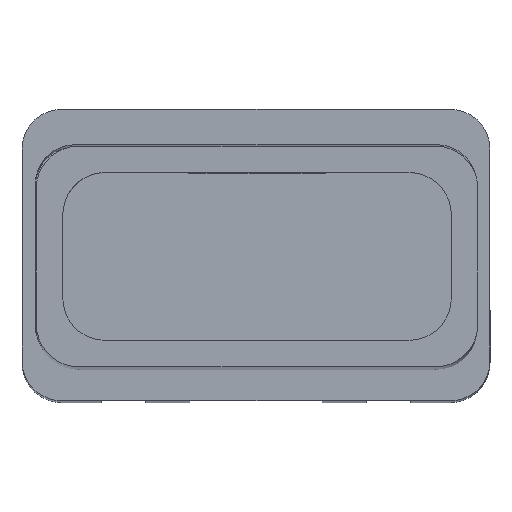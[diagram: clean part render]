
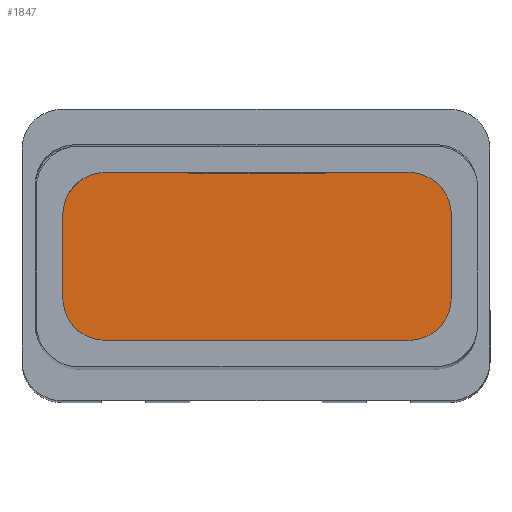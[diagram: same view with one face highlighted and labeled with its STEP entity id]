
A CAD part, top view. The second image highlights one B-rep face of the part: STEP entity #1847.
In plain terms, the highlighted planar face has unit normal (0, 0, 1).
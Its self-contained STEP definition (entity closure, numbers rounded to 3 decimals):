
#58=PLANE('',#2064);
#141=FACE_OUTER_BOUND('',#245,.T.);
#245=EDGE_LOOP('',(#1394,#1395,#1396,#1397,#1398,#1399,#1400,#1401));
#350=LINE('',#2828,#563);
#354=LINE('',#2840,#567);
#358=LINE('',#2852,#571);
#362=LINE('',#2863,#575);
#563=VECTOR('',#2300,10.);
#567=VECTOR('',#2312,10.);
#571=VECTOR('',#2324,10.);
#575=VECTOR('',#2336,10.);
#761=CIRCLE('',#2049,9.);
#763=CIRCLE('',#2053,9.);
#765=CIRCLE('',#2057,9.);
#767=CIRCLE('',#2061,9.);
#835=VERTEX_POINT('',#2818);
#836=VERTEX_POINT('',#2819);
#839=VERTEX_POINT('',#2827);
#841=VERTEX_POINT('',#2833);
#843=VERTEX_POINT('',#2839);
#845=VERTEX_POINT('',#2845);
#847=VERTEX_POINT('',#2851);
#849=VERTEX_POINT('',#2857);
#1034=EDGE_CURVE('',#835,#836,#761,.T.);
#1038=EDGE_CURVE('',#836,#839,#350,.T.);
#1041=EDGE_CURVE('',#839,#841,#763,.T.);
#1044=EDGE_CURVE('',#841,#843,#354,.T.);
#1047=EDGE_CURVE('',#843,#845,#765,.T.);
#1050=EDGE_CURVE('',#845,#847,#358,.T.);
#1053=EDGE_CURVE('',#847,#849,#767,.T.);
#1056=EDGE_CURVE('',#849,#835,#362,.T.);
#1394=ORIENTED_EDGE('',*,*,#1034,.F.);
#1395=ORIENTED_EDGE('',*,*,#1056,.F.);
#1396=ORIENTED_EDGE('',*,*,#1053,.F.);
#1397=ORIENTED_EDGE('',*,*,#1050,.F.);
#1398=ORIENTED_EDGE('',*,*,#1047,.F.);
#1399=ORIENTED_EDGE('',*,*,#1044,.F.);
#1400=ORIENTED_EDGE('',*,*,#1041,.F.);
#1401=ORIENTED_EDGE('',*,*,#1038,.F.);
#1847=ADVANCED_FACE('',(#141),#58,.T.);
#2049=AXIS2_PLACEMENT_3D('',#2820,#2292,#2293);
#2053=AXIS2_PLACEMENT_3D('',#2834,#2305,#2306);
#2057=AXIS2_PLACEMENT_3D('',#2846,#2317,#2318);
#2061=AXIS2_PLACEMENT_3D('',#2858,#2329,#2330);
#2064=AXIS2_PLACEMENT_3D('',#2865,#2338,#2339);
#2292=DIRECTION('center_axis',(0.,0.,-1.));
#2293=DIRECTION('ref_axis',(-1.,0.,0.));
#2300=DIRECTION('',(0.,-1.,0.));
#2305=DIRECTION('center_axis',(0.,0.,-1.));
#2306=DIRECTION('ref_axis',(0.,1.,0.));
#2312=DIRECTION('',(-1.,0.,0.));
#2317=DIRECTION('center_axis',(0.,0.,-1.));
#2318=DIRECTION('ref_axis',(1.,0.,0.));
#2324=DIRECTION('',(0.,1.,0.));
#2329=DIRECTION('center_axis',(0.,0.,-1.));
#2330=DIRECTION('ref_axis',(0.,-1.,0.));
#2336=DIRECTION('',(1.,0.,0.));
#2338=DIRECTION('center_axis',(0.,0.,1.));
#2339=DIRECTION('ref_axis',(1.,0.,0.));
#2818=CARTESIAN_POINT('',(61.596,18.348,43.));
#2819=CARTESIAN_POINT('',(70.596,9.348,43.));
#2820=CARTESIAN_POINT('Origin',(61.596,9.348,43.));
#2827=CARTESIAN_POINT('',(70.596,-15.652,43.));
#2828=CARTESIAN_POINT('',(70.596,9.348,43.));
#2833=CARTESIAN_POINT('',(61.596,-24.652,43.));
#2834=CARTESIAN_POINT('Origin',(61.596,-15.652,43.));
#2839=CARTESIAN_POINT('',(-13.404,-24.652,43.));
#2840=CARTESIAN_POINT('',(61.596,-24.652,43.));
#2845=CARTESIAN_POINT('',(-22.404,-15.652,43.));
#2846=CARTESIAN_POINT('Origin',(-13.404,-15.652,43.));
#2851=CARTESIAN_POINT('',(-22.404,9.348,43.));
#2852=CARTESIAN_POINT('',(-22.404,-15.652,43.));
#2857=CARTESIAN_POINT('',(-13.404,18.348,43.));
#2858=CARTESIAN_POINT('Origin',(-13.404,9.348,43.));
#2863=CARTESIAN_POINT('',(-13.404,18.348,43.));
#2865=CARTESIAN_POINT('Origin',(24.096,-3.152,43.));
